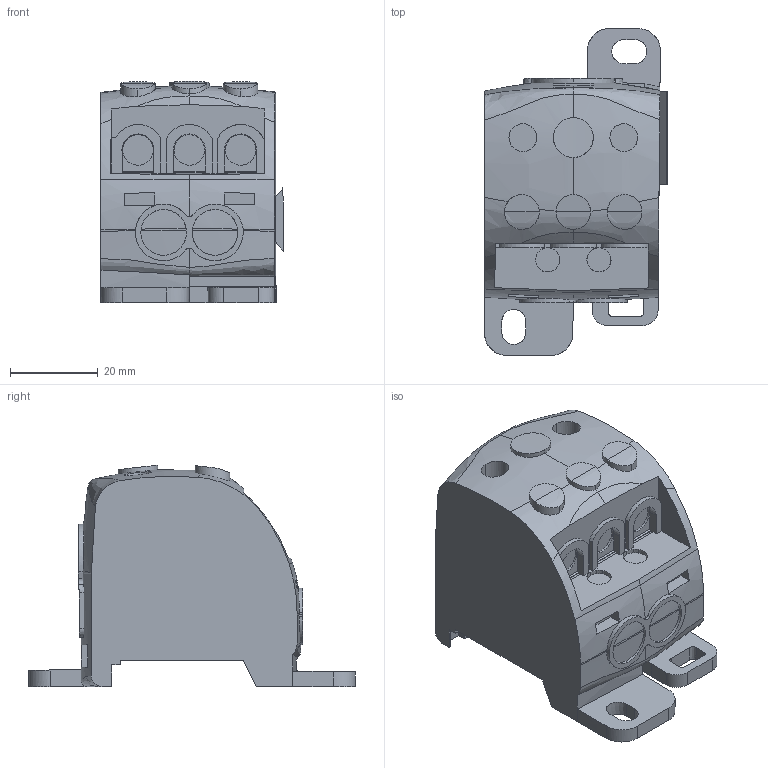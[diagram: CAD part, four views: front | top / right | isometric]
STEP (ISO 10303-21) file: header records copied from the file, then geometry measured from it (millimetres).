
FILE_DESCRIPTION(('CATIA V5 STEP Exchange','CAx-IF Rec.Pracs.--- Model Styling and Organization---1.5--- 2016-08-15','CAx-IF Rec.Pracs.---Supplemental Geometry---1.0---2011-11-01','CAx-IF Rec.Pracs.--- Composite Materials ---1.1---2010-07-15'),'2;1');
FILE_NAME ('7878436_5', '2025-09-25T07:18:09+00:00', ('none'), ('Weidmueller'), 'CATIA Version 5-6 Release 2024 SP4', 'CATIA V5 STEP AP214 v3', 'none');
FILE_SCHEMA(('AUTOMOTIVE_DESIGN { 1 0 10303 214 1 1 1 1 }'));
Length unit declared in the file: millimetre
Products named in the file (1): 1562210000_WPD_106_1x70-2x25+3x16_GY
Bounding box: 41.71 x 74.5 x 50.44 mm (x, y, z)
Volume: 70389.8 mm3; surface area: 16298.7 mm2
Topology: 1 solids, 1 shells, 325 faces, 973 edges, 661 vertices
Faces by surface type: plane 147, cylinder 69, bspline 52, extrusion 51, cone 6
Entity records: 18698 total; most frequent: CARTESIAN_POINT 11023, ORIENTED_EDGE 1946, EDGE_CURVE 973, DIRECTION 961, VERTEX_POINT 661, VECTOR 524, B_SPLINE_CURVE_WITH_KNOTS 496, LINE 473
